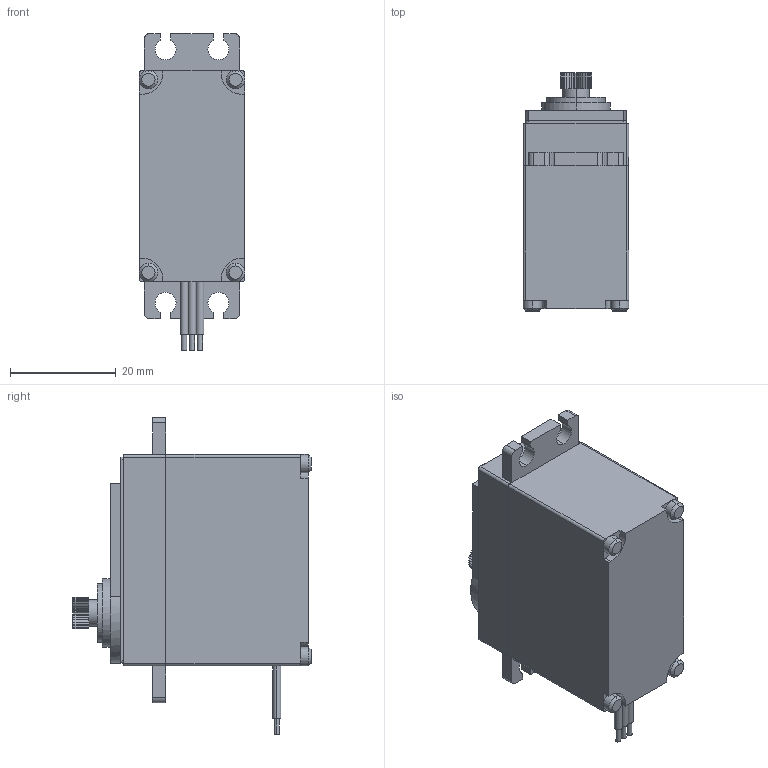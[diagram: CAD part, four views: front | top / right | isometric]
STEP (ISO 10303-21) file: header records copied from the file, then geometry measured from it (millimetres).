
FILE_DESCRIPTION (( 'STEP AP214' ), '1' );
FILE_NAME ('Ñåðâîïðèâîä.STEP', '2015-09-27T10:36:56', ( '' ), ( '' ), 'SwSTEP 2.0', 'SolidWorks 2015', '' );
FILE_SCHEMA (( 'AUTOMOTIVE_DESIGN' ));
Length unit declared in the file: millimetre
Products named in the file (1): Ñåðâîïðèâîä
Bounding box: 20 x 45.1 x 60 mm (x, y, z)
Volume: 30372.3 mm3; surface area: 9108.2 mm2
Topology: 14 solids, 14 shells, 365 faces, 886 edges, 562 vertices
Faces by surface type: plane 257, cylinder 100, cone 8
Entity records: 13782 total; most frequent: DIRECTION 1862, CARTESIAN_POINT 1814, ORIENTED_EDGE 1772, EDGE_CURVE 886, VECTOR 642, LINE 642, AXIS2_PLACEMENT_3D 610, VERTEX_POINT 562
